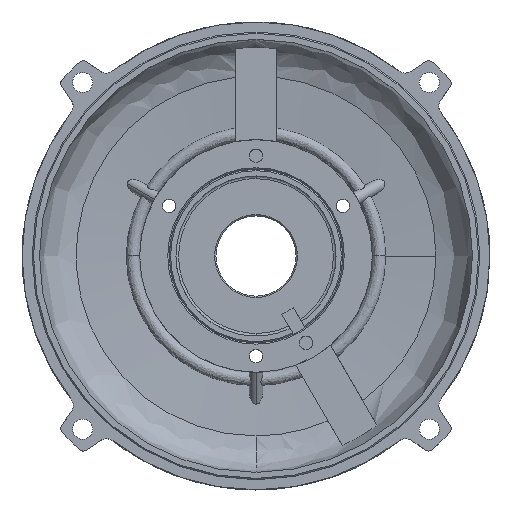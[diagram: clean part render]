
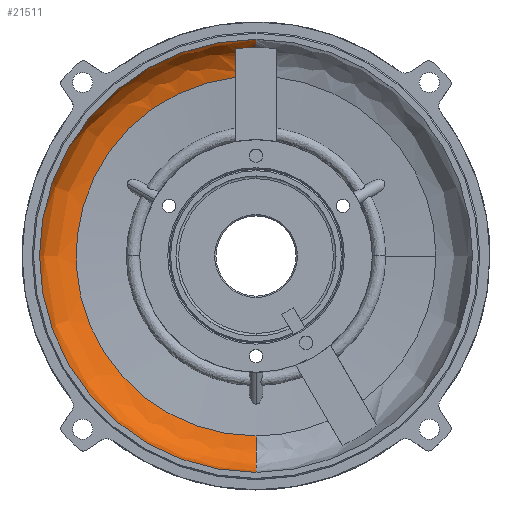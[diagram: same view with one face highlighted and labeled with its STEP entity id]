
A CAD part, top view. The second image highlights one B-rep face of the part: STEP entity #21511.
In plain terms, the highlighted free-form (B-spline) face has degree [3, 3] with [4, 4] control points.
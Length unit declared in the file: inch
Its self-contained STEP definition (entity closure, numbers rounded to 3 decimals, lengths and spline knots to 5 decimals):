
#156 = AXIS2_PLACEMENT_3D ( 'NONE', #16982, #26930, #15007 ) ;
#651 = DIRECTION ( 'NONE',  ( 0., 1., 0. ) ) ;
#786 = CARTESIAN_POINT ( 'NONE',  ( -5.52563, 10.17711, -8.69173 ) ) ;
#1400 = AXIS2_PLACEMENT_3D ( 'NONE', #5756, #19932, #651 ) ;
#1696 = EDGE_CURVE ( 'NONE', #18818, #28603, #3352, .T. ) ;
#2552 = DIRECTION ( 'NONE',  ( 0., -1., 0. ) ) ;
#2797 = DIRECTION ( 'NONE',  ( 0., 0., -1. ) ) ;
#3204 = AXIS2_PLACEMENT_3D ( 'NONE', #7549, #19426, #2552 ) ;
#3352 = B_SPLINE_CURVE_WITH_KNOTS ( 'NONE', 3,
 ( #15332, #22651, #17654, #786, #19961, #5679, #27176, #5888, #17454, #13079, #15032, #10763, #15428, #24654, #22334, #15227 ),
 .UNSPECIFIED., .F., .F.,
 ( 4, 2, 2, 2, 2, 2, 2, 4 ),
 ( 0., 0.00625, 0.00937, 0.01093, 0.01249, 0.01874, 0.02186, 0.02498 ),
 .UNSPECIFIED. ) ;
#4263 = CARTESIAN_POINT ( 'NONE',  ( -4.93508, -1.74886, -7.57354 ) ) ;
#4470 = CARTESIAN_POINT ( 'NONE',  ( -17.69099, 11.00705, -7.57354 ) ) ;
#4581 = ORIENTED_EDGE ( 'NONE', *, *, #8486, .F. ) ;
#4621 = VERTEX_POINT ( 'NONE', #19059 ) ;
#4924 = VERTEX_POINT ( 'NONE', #6849 ) ;
#5679 = CARTESIAN_POINT ( 'NONE',  ( -5.52563, 10.27311, -8.65381 ) ) ;
#5756 = CARTESIAN_POINT ( 'NONE',  ( -4.93508, 4.62909, -7.57354 ) ) ;
#5872 = FACE_OUTER_BOUND ( 'NONE', #29808, .T. ) ;
#5888 = CARTESIAN_POINT ( 'NONE',  ( -5.52563, 10.32939, -8.62726 ) ) ;
#6576 = CARTESIAN_POINT ( 'NONE',  ( -4.93508, -1.74886, -7.57354 ) ) ;
#6659 = CIRCLE ( 'NONE', #3204, 1.1811 ) ;
#6849 = CARTESIAN_POINT ( 'NONE',  ( -4.93508, -0.6707, -8.75015 ) ) ;
#6854 = CARTESIAN_POINT ( 'NONE',  ( -17.69099, -1.74886, -8.21846 ) ) ;
#7549 = CARTESIAN_POINT ( 'NONE',  ( -4.93508, -0.56776, -7.57354 ) ) ;
#8486 = EDGE_CURVE ( 'NONE', #30694, #4621, #18327, .T. ) ;
#8545 = ORIENTED_EDGE ( 'NONE', *, *, #20185, .F. ) ;
#8746 = ORIENTED_EDGE ( 'NONE', *, *, #12558, .F. ) ;
#9664 = VERTEX_POINT ( 'NONE', #15531 ) ;
#9894 = EDGE_CURVE ( 'NONE', #16776, #28603, #22917, .T. ) ;
#10763 = CARTESIAN_POINT ( 'NONE',  ( -5.52563, 10.59928, -8.44114 ) ) ;
#11419 = CARTESIAN_POINT ( 'NONE',  ( -15.53466, 9.92888, -8.75015 ) ) ;
#12558 = EDGE_CURVE ( 'NONE', #9664, #16776, #30139, .T. ) ;
#12766 = CARTESIAN_POINT ( 'NONE',  ( -4.93508, 9.82594, -7.57354 ) ) ;
#13079 = CARTESIAN_POINT ( 'NONE',  ( -5.52563, 10.43793, -8.56835 ) ) ;
#13392 = CARTESIAN_POINT ( 'NONE',  ( -4.93508, 10.7669, -8.2874 ) ) ;
#13734 = CARTESIAN_POINT ( 'NONE',  ( -4.93508, 11.00705, -7.57354 ) ) ;
#13821 = ORIENTED_EDGE ( 'NONE', *, *, #1696, .T. ) ;
#13832 = CARTESIAN_POINT ( 'NONE',  ( -16.81959, -1.31316, -8.69394 ) ) ;
#14030 = CARTESIAN_POINT ( 'NONE',  ( -4.93508, 10.57135, -8.69394 ) ) ;
#15007 = DIRECTION ( 'NONE',  ( 0., 1., 0. ) ) ;
#15032 = CARTESIAN_POINT ( 'NONE',  ( -5.52563, 10.50535, -8.52174 ) ) ;
#15227 = CARTESIAN_POINT ( 'NONE',  ( -5.52563, 10.73843, -8.2874 ) ) ;
#15332 = CARTESIAN_POINT ( 'NONE',  ( -5.52563, 9.89588, -8.75015 ) ) ;
#15425 = DIRECTION ( 'NONE',  ( 0., 1., 0. ) ) ;
#15428 = CARTESIAN_POINT ( 'NONE',  ( -5.52563, 10.62947, -8.41237 ) ) ;
#15531 = CARTESIAN_POINT ( 'NONE',  ( -4.93508, 11.00705, -7.57354 ) ) ;
#15555 = ORIENTED_EDGE ( 'NONE', *, *, #28691, .T. ) ;
#16298 = CARTESIAN_POINT ( 'NONE',  ( -16.81959, 10.57135, -8.69394 ) ) ;
#16756 = DIRECTION ( 'NONE',  ( 0., 0., 1. ) ) ;
#16776 = VERTEX_POINT ( 'NONE', #13392 ) ;
#16982 = CARTESIAN_POINT ( 'NONE',  ( -4.93508, 4.62909, -7.57354 ) ) ;
#17453 = AXIS2_PLACEMENT_3D ( 'NONE', #28749, #2797, #19152 ) ;
#17454 = CARTESIAN_POINT ( 'NONE',  ( -5.52563, 10.34773, -8.61781 ) ) ;
#17654 = CARTESIAN_POINT ( 'NONE',  ( -5.52563, 10.05934, -8.72733 ) ) ;
#18327 = CIRCLE ( 'NONE', #156, 6.37795 ) ;
#18818 = VERTEX_POINT ( 'NONE', #30226 ) ;
#18830 = CARTESIAN_POINT ( 'NONE',  ( -4.93508, -1.74886, -8.21846 ) ) ;
#19059 = CARTESIAN_POINT ( 'NONE',  ( -11.31304, 4.62909, -7.57354 ) ) ;
#19152 = DIRECTION ( 'NONE',  ( 1., 0., 0. ) ) ;
#19426 = DIRECTION ( 'NONE',  ( 1., 0., 0. ) ) ;
#19590 = EDGE_CURVE ( 'NONE', #30694, #4924, #6659, .T. ) ;
#19932 = DIRECTION ( 'NONE',  ( 0., 0., -1. ) ) ;
#19961 = CARTESIAN_POINT ( 'NONE',  ( -5.52563, 10.21584, -8.67783 ) ) ;
#20185 = EDGE_CURVE ( 'NONE', #4621, #9664, #21895, .T. ) ;
#20225 = AXIS2_PLACEMENT_3D ( 'NONE', #21384, #16756, #23775 ) ;
#20444 = ORIENTED_EDGE ( 'NONE', *, *, #19590, .T. ) ;
#21295 = AXIS2_PLACEMENT_3D ( 'NONE', #12766, #24962, #15425 ) ;
#21384 = CARTESIAN_POINT ( 'NONE',  ( -4.93508, 4.62909, -8.2874 ) ) ;
#21511 = ADVANCED_FACE ( 'NONE', ( #5872 ), #29710, .F. ) ;
#21895 = CIRCLE ( 'NONE', #1400, 6.37795 ) ;
#22334 = CARTESIAN_POINT ( 'NONE',  ( -5.52563, 10.71323, -8.32047 ) ) ;
#22651 = CARTESIAN_POINT ( 'NONE',  ( -5.52563, 9.97871, -8.74295 ) ) ;
#22836 = ORIENTED_EDGE ( 'NONE', *, *, #9894, .F. ) ;
#22917 = CIRCLE ( 'NONE', #20225, 6.13781 ) ;
#23511 = CARTESIAN_POINT ( 'NONE',  ( -4.93508, -0.6707, -8.75015 ) ) ;
#23775 = DIRECTION ( 'NONE',  ( 0., 1., 0. ) ) ;
#24654 = CARTESIAN_POINT ( 'NONE',  ( -5.52563, 10.68639, -8.35207 ) ) ;
#24962 = DIRECTION ( 'NONE',  ( -1., 0., 0. ) ) ;
#25738 = CARTESIAN_POINT ( 'NONE',  ( -17.69099, 11.00705, -8.21846 ) ) ;
#25840 = CARTESIAN_POINT ( 'NONE',  ( -4.93508, 11.00705, -8.21846 ) ) ;
#26040 = CARTESIAN_POINT ( 'NONE',  ( -4.93508, -1.31316, -8.69394 ) ) ;
#26930 = DIRECTION ( 'NONE',  ( 0., 0., -1. ) ) ;
#27176 = CARTESIAN_POINT ( 'NONE',  ( -5.52563, 10.2921, -8.64525 ) ) ;
#28125 = CARTESIAN_POINT ( 'NONE',  ( -17.69099, -1.74886, -7.57354 ) ) ;
#28292 = CIRCLE ( 'NONE', #17453, 5.29979 ) ;
#28603 = VERTEX_POINT ( 'NONE', #30762 ) ;
#28691 = EDGE_CURVE ( 'NONE', #4924, #18818, #28292, .T. ) ;
#28749 = CARTESIAN_POINT ( 'NONE',  ( -4.93508, 4.62909, -8.75015 ) ) ;
#29710 =( BOUNDED_SURFACE ( )  B_SPLINE_SURFACE ( 3, 3, ( 
 ( #13734, #4470, #28125, #4263 ),
 ( #25840, #25738, #6854, #18830 ),
 ( #14030, #16298, #13832, #26040 ),
 ( #30758, #11419, #30557, #23511 ) ),
 .UNSPECIFIED., .F., .F., .T. ) 
 B_SPLINE_SURFACE_WITH_KNOTS ( ( 4, 4 ),
 ( 4, 4 ),
 ( 0., 1. ),
 ( 0., 1. ),
 .UNSPECIFIED. ) 
 GEOMETRIC_REPRESENTATION_ITEM ( )  RATIONAL_B_SPLINE_SURFACE ( (
 ( 1., 0.333, 0.333, 1.),
 ( 0.825, 0.275, 0.275, 0.825),
 ( 0.825, 0.275, 0.275, 0.825),
 ( 1., 0.333, 0.333, 1.) ) ) 
 REPRESENTATION_ITEM ( '' )  SURFACE ( )  );
#29808 = EDGE_LOOP ( 'NONE', ( #4581, #20444, #15555, #13821, #22836, #8746, #8545 ) ) ;
#30139 = CIRCLE ( 'NONE', #21295, 1.1811 ) ;
#30226 = CARTESIAN_POINT ( 'NONE',  ( -5.52563, 9.89588, -8.75015 ) ) ;
#30557 = CARTESIAN_POINT ( 'NONE',  ( -15.53466, -0.6707, -8.75015 ) ) ;
#30694 = VERTEX_POINT ( 'NONE', #6576 ) ;
#30758 = CARTESIAN_POINT ( 'NONE',  ( -4.93508, 9.92888, -8.75015 ) ) ;
#30762 = CARTESIAN_POINT ( 'NONE',  ( -5.52563, 10.73843, -8.2874 ) ) ;
